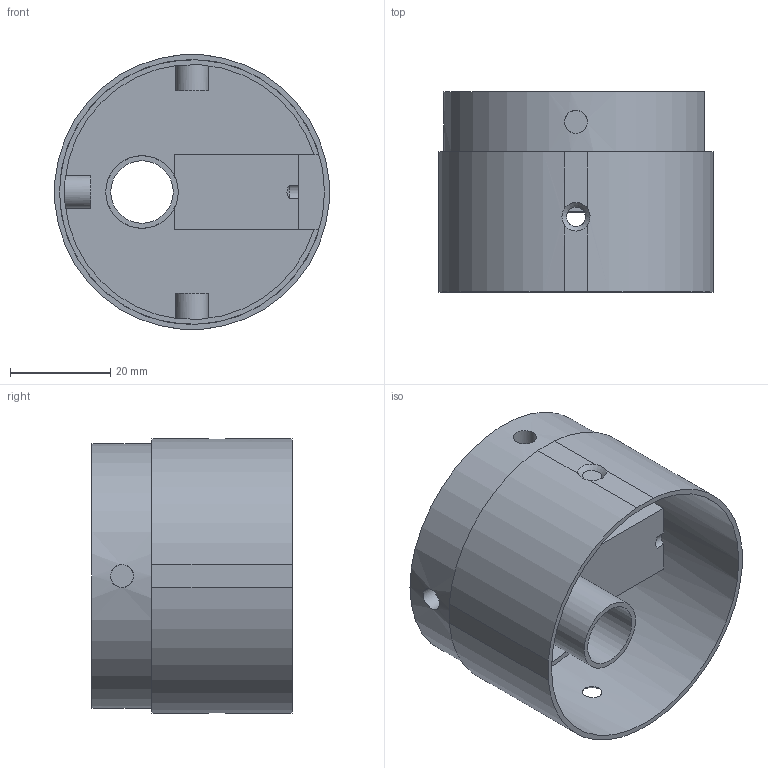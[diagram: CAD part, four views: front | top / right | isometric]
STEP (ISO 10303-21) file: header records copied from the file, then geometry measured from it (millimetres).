
FILE_DESCRIPTION(/* description */ (''),/* implementation_level */ '2;1');
FILE_NAME(/* name */ 'NoseConeParachute ServoHolder.stp',/* time_stamp */ '2024-03-01T22:17:10-08:00',/* author */ ('liu63'),/* organization */ (''),/* preprocessor_version */ 'ST-DEVELOPER v20',/* originating_system */ 'Autodesk Inventor 2024',/* authorisation */ '');
FILE_SCHEMA (('AUTOMOTIVE_DESIGN { 1 0 10303 214 3 1 1 }'));
Length unit declared in the file: millimetre
Products named in the file (1): NoseCone Servo Holder
Bounding box: 54.8 x 40 x 54.8 mm (x, y, z)
Volume: 12064.1 mm3; surface area: 24289.7 mm2
Topology: 1 solids, 1 shells, 51 faces, 144 edges, 114 vertices
Faces by surface type: plane 32, cylinder 16, cone 3
Full cylindrical faces by diameter (mm): 4.6 x3, 6.6 x3, 12.5 x1, 14.5 x1, 53 x1
Entity records: 1978 total; most frequent: CARTESIAN_POINT 611, ORIENTED_EDGE 270, DIRECTION 252, EDGE_CURVE 135, VERTEX_POINT 92, AXIS2_PLACEMENT_3D 86, LINE 80, VECTOR 80
